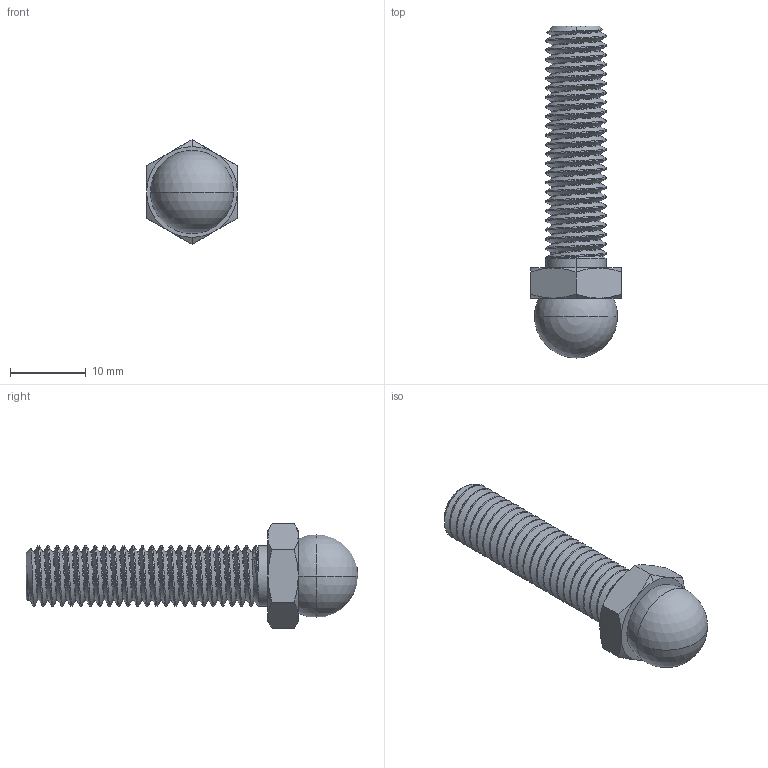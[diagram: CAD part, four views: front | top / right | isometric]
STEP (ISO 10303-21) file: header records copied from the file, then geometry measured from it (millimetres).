
FILE_DESCRIPTION(('HOOPS Exchange Step'),'2;1');
FILE_NAME('export-6BFD1E0C-03FF-4897-921C-368E0483D5F1.stp','2022-04-11T22:59:26+03:00',('othaa'),('Alibre'),'HOOPS Exchange 2020.1','Alibre','Unknown authorisation');
FILE_SCHEMA( ('AP242_MANAGED_MODEL_BASED_3D_ENGINEERING_MIM_LF {1 0 10303 442 1 1 4 }') );
Length unit declared in the file: millimetre
Products named in the file (1): Leg (bolt)
Bounding box: 12 x 43.9 x 13.86 mm (x, y, z)
Volume: 2367.6 mm3; surface area: 1818.9 mm2
Topology: 1 solids, 1 shells, 88 faces, 240 edges, 152 vertices
Faces by surface type: cylinder 50, cone 22, plane 9, sphere 4, bspline 3
Entity records: 6552 total; most frequent: CARTESIAN_POINT 4673, ORIENTED_EDGE 472, DIRECTION 311, EDGE_CURVE 236, VERTEX_POINT 152, AXIS2_PLACEMENT_3D 123, EDGE_LOOP 90, FACE_BOUND 90
